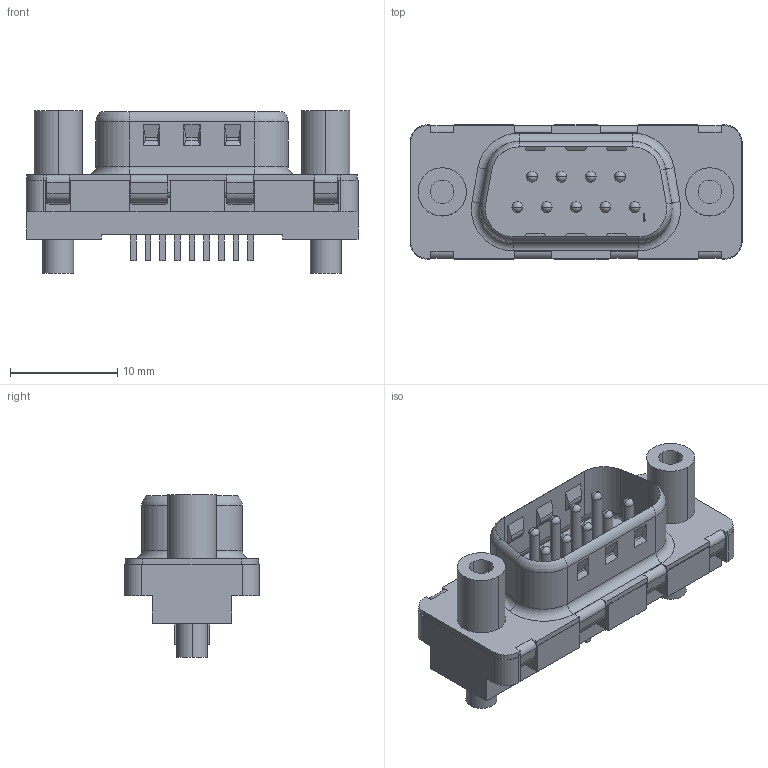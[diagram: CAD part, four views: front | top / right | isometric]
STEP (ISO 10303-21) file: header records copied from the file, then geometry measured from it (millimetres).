
FILE_DESCRIPTION((''),'2;1');
FILE_NAME('PD09PXXX6XVXX','2011-11-23T',('kayyappa'),('FCI - ELX Division'),'PRO/ENGINEER BY PARAMETRIC TECHNOLOGY CORPORATION, 2009400','PRO/ENGINEER BY PARAMETRIC TECHNOLOGY CORPORATION, 2009400','');
FILE_SCHEMA(('CONFIG_CONTROL_DESIGN'));
Length unit declared in the file: millimetre
Products named in the file (1): PD09PXXX6XVXX
Bounding box: 31 x 12.55 x 15.2 mm (x, y, z)
Volume: 2095.1 mm3; surface area: 2577.9 mm2
Topology: 1 solids, 1 shells, 446 faces, 1184 edges, 753 vertices
Faces by surface type: plane 314, cylinder 102, sphere 18, torus 12
Entity records: 13614 total; most frequent: CARTESIAN_POINT 2413, ORIENTED_EDGE 2332, DIRECTION 2272, EDGE_CURVE 1166, VECTOR 904, LINE 904, VERTEX_POINT 753, AXIS2_PLACEMENT_3D 684
